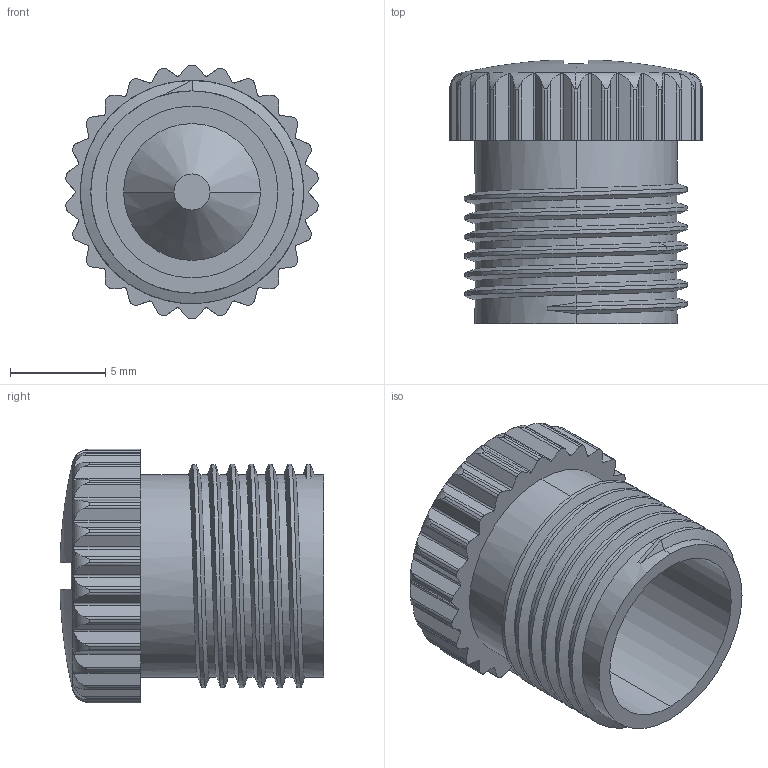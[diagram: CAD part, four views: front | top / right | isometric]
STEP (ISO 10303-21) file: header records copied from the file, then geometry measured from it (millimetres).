
FILE_DESCRIPTION((''),'2;1');
FILE_NAME('246880_SM01_ASM','2024-12-11T08:35:29',('banengservice'),('BANNER ENGINEERING'),'CREO PARAMETRIC BY PTC INC, 2022414','CREO PARAMETRIC BY PTC INC, 2022414','');
FILE_SCHEMA(('CONFIG_CONTROL_DESIGN'));
Length unit declared in the file: millimetre
Products named in the file (2): 246880_EP01; 246880_SM01_ASM
Assembly tree (1 placements, depth 2):
  246880_SM01_ASM
    246880_EP01
Bounding box: 13.22 x 13.82 x 13.3 mm (x, y, z)
Volume: 668.3 mm3; surface area: 1330.3 mm2
Topology: 1 solids, 1 shells, 222 faces, 645 edges, 428 vertices
Faces by surface type: cylinder 124, plane 82, torus 6, bspline 6, sphere 2, cone 2
Entity records: 10652 total; most frequent: CARTESIAN_POINT 4950, ORIENTED_EDGE 1290, DIRECTION 1063, EDGE_CURVE 645, VERTEX_POINT 428, AXIS2_PLACEMENT_3D 389, VECTOR 285, LINE 285
